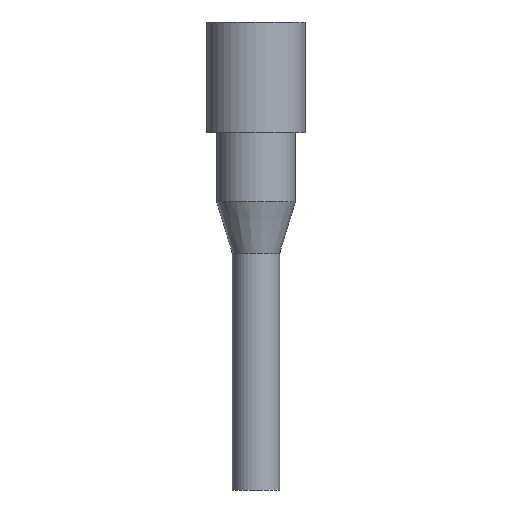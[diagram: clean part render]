
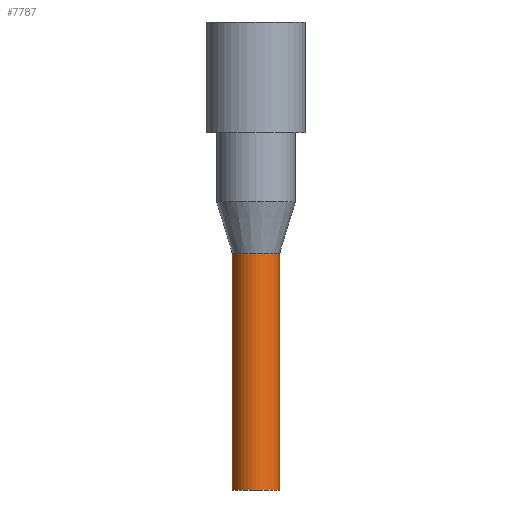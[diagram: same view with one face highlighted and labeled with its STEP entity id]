
A CAD part, front view. The second image highlights one B-rep face of the part: STEP entity #7787.
In plain terms, the highlighted cylindrical face has radius 6 mm (diameter 12 mm), a full revolution.
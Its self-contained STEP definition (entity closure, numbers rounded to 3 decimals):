
#29=CYLINDRICAL_SURFACE($,#8068,6.);
#65=CIRCLE($,#8069,6.);
#66=CIRCLE($,#8070,6.);
#487=FACE_OUTER_BOUND($,#2649,.T.);
#2159=FACE_BOUND($,#2650,.T.);
#2649=EDGE_LOOP($,(#7099));
#2650=EDGE_LOOP($,(#7100));
#3776=VERTEX_POINT($,#14563);
#3777=VERTEX_POINT($,#14565);
#4888=EDGE_CURVE($,#3776,#3776,#65,.T.);
#4889=EDGE_CURVE($,#3777,#3777,#66,.T.);
#7099=ORIENTED_EDGE($,*,*,#4888,.T.);
#7100=ORIENTED_EDGE($,*,*,#4889,.F.);
#7787=ADVANCED_FACE($,(#487,#2159),#29,.T.);
#8068=AXIS2_PLACEMENT_3D($,#14562,#9332,#9333);
#8069=AXIS2_PLACEMENT_3D($,#14564,#9334,#9335);
#8070=AXIS2_PLACEMENT_3D($,#14566,#9336,#9337);
#9332=DIRECTION('center_axis',(0.,0.,-1.));
#9333=DIRECTION('ref_axis',(1.,0.,0.));
#9334=DIRECTION('center_axis',(0.,0.,1.));
#9335=DIRECTION('ref_axis',(1.,0.,0.));
#9336=DIRECTION('center_axis',(0.,0.,1.));
#9337=DIRECTION('ref_axis',(1.,0.,0.));
#14562=CARTESIAN_POINT('Origin',(0.,0.,-30.5));
#14563=CARTESIAN_POINT('',(-6.,0.,-90.5));
#14564=CARTESIAN_POINT('Origin',(0.,0.,-90.5));
#14565=CARTESIAN_POINT('',(6.,0.,-30.5));
#14566=CARTESIAN_POINT('Origin',(0.,0.,-30.5));
